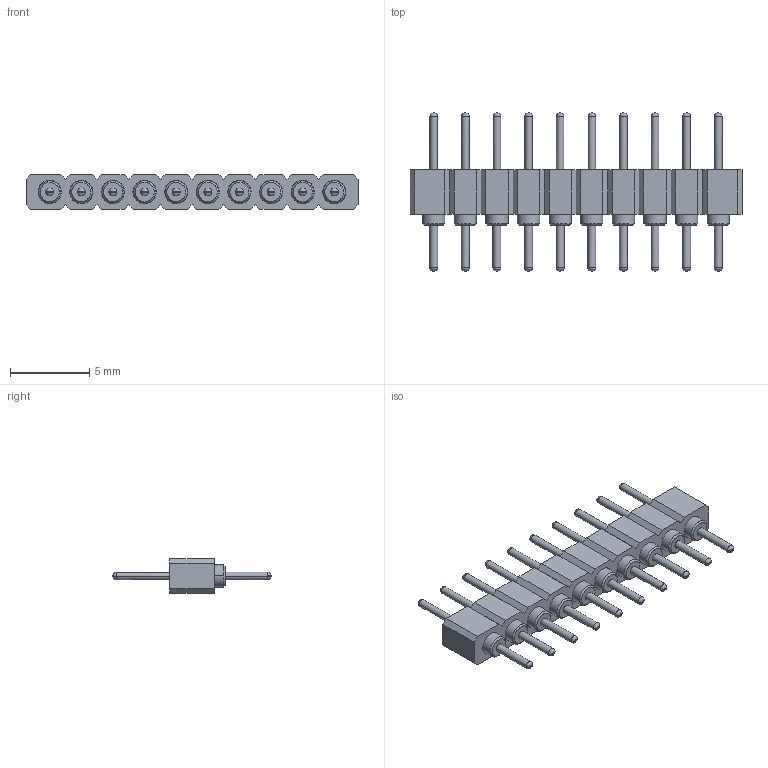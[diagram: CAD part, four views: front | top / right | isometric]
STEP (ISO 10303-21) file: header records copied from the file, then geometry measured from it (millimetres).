
FILE_DESCRIPTION( ('This file contains a STEP AP42 implementation' ,'as created by ZW3D STEP Interface translator.') ,'2;1' );
FILE_NAME( '3512-281XXSXX100X1.stp' ,'231011.11 552', (''), ('ZWCAD Software Co.'), 'Version 1.0', 'ZW3D to STEP translator', '' );
FILE_SCHEMA(('AUTOMOTIVE_DESIGN { 1 0 10303 214 1 1 1 1 }'));
Length unit declared in the file: millimetre
Products named in the file (2): 0; 3512-28120sxx100x1
Bounding box: 21 x 10 x 2.2 mm (x, y, z)
Volume: 143.2 mm3; surface area: 596 mm2
Topology: 1 solids, 1 shells, 354 faces, 806 edges, 464 vertices
Faces by surface type: cylinder 120, plane 114, bspline 80, cone 40
Entity records: 18892 total; most frequent: CARTESIAN_POINT 12595, ORIENTED_EDGE 1532, EDGE_CURVE 766, B_SPLINE_CURVE_WITH_KNOTS 726, DIRECTION 630, VERTEX_POINT 464, EDGE_LOOP 404, FACE_OUTER_BOUND 354
